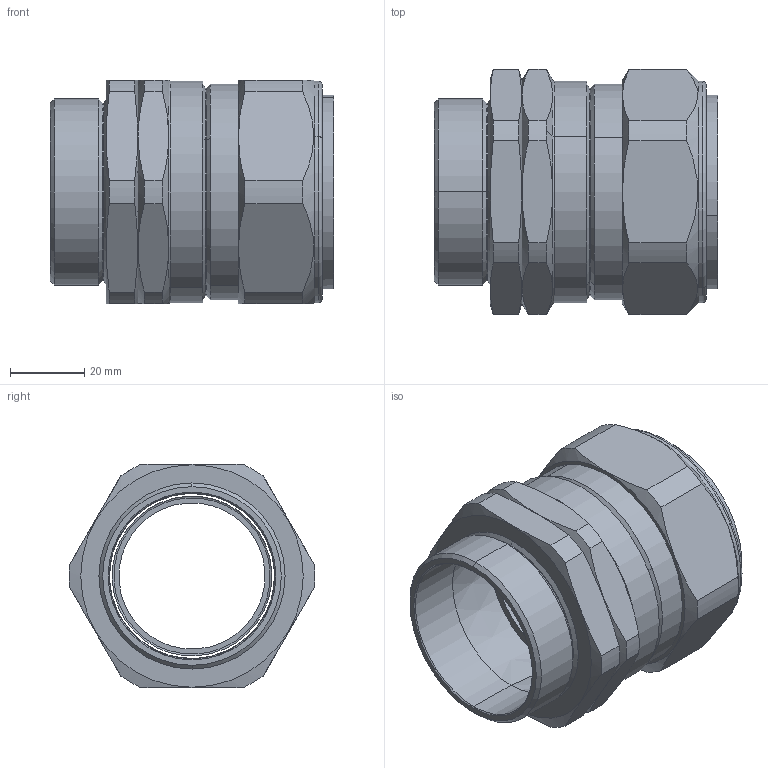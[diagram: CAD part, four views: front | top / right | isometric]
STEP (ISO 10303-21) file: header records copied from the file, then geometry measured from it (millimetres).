
FILE_DESCRIPTION (( 'STEP AP203' ), '1' );
FILE_NAME ('CX 50s.step', '2015-12-01T15:40:22', ( 'bel_it' ), ( '' ), 'SwSTEP 2.0', 'SolidWorks 2014', '' );
FILE_SCHEMA (( 'CONFIG_CONTROL_DESIGN' ));
Length unit declared in the file: millimetre
Products named in the file (1): CX 50s
Bounding box: 76.15 x 65.97 x 60 mm (x, y, z)
Surface area: 30885.2 mm2 (no closed solid volume)
Topology: 0 solids, 8 shells, 121 faces, 300 edges, 187 vertices
Faces by surface type: cone 47, cylinder 40, plane 26, torus 8
Entity records: 3969 total; most frequent: CARTESIAN_POINT 1021, DIRECTION 639, ORIENTED_EDGE 568, EDGE_CURVE 300, AXIS2_PLACEMENT_3D 273, VERTEX_POINT 187, CIRCLE 151, EDGE_LOOP 129
